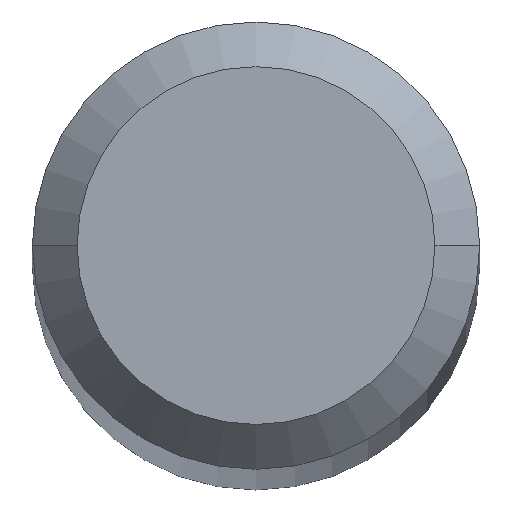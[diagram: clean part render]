
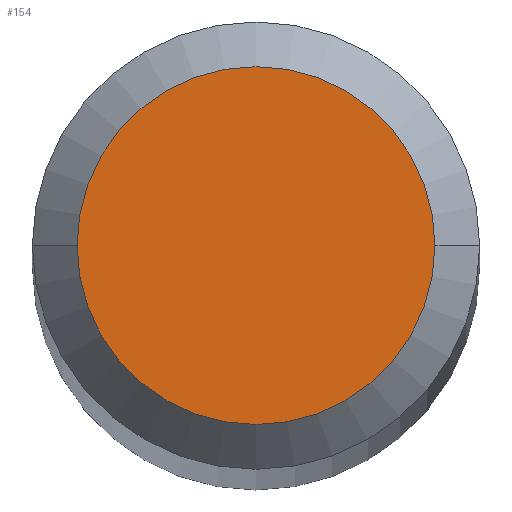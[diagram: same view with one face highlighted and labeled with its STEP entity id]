
A CAD part, top view. The second image highlights one B-rep face of the part: STEP entity #154.
In plain terms, the highlighted planar face has unit normal (0, 0, 1).
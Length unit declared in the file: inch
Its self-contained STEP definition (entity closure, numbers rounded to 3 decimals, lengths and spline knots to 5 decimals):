
#8 = ORIENTED_EDGE ( 'NONE', *, *, #218, .T. ) ;
#14 = CARTESIAN_POINT ( 'NONE',  ( 0., 0., 2.5 ) ) ;
#17 = PLANE ( 'NONE',  #47 ) ;
#24 = CIRCLE ( 'NONE', #51, 0.075 ) ;
#32 = AXIS2_PLACEMENT_3D ( 'NONE', #110, #111, #112 ) ;
#47 = AXIS2_PLACEMENT_3D ( 'NONE', #14, #278, #199 ) ;
#51 = AXIS2_PLACEMENT_3D ( 'NONE', #260, #261, #262 ) ;
#87 = CARTESIAN_POINT ( 'NONE',  ( -0.075, 0., 2.5 ) ) ;
#96 = ORIENTED_EDGE ( 'NONE', *, *, #208, .T. ) ;
#110 = CARTESIAN_POINT ( 'NONE',  ( 0., 0., 2.5 ) ) ;
#111 = DIRECTION ( 'NONE',  ( 0., 0., 1. ) ) ;
#112 = DIRECTION ( 'NONE',  ( 1., 0., 0. ) ) ;
#126 = CARTESIAN_POINT ( 'NONE',  ( 0.075, 0., 2.5 ) ) ;
#137 = VERTEX_POINT ( 'NONE', #126 ) ;
#154 = ADVANCED_FACE ( 'NONE', ( #222 ), #17, .T. ) ;
#198 = VERTEX_POINT ( 'NONE', #87 ) ;
#199 = DIRECTION ( 'NONE',  ( 1., 0., 0. ) ) ;
#208 = EDGE_CURVE ( 'NONE', #137, #198, #24, .T. ) ;
#218 = EDGE_CURVE ( 'NONE', #198, #137, #225, .T. ) ;
#222 = FACE_OUTER_BOUND ( 'NONE', #248, .T. ) ;
#225 = CIRCLE ( 'NONE', #32, 0.075 ) ;
#248 = EDGE_LOOP ( 'NONE', ( #8, #96 ) ) ;
#260 = CARTESIAN_POINT ( 'NONE',  ( 0., 0., 2.5 ) ) ;
#261 = DIRECTION ( 'NONE',  ( 0., 0., 1. ) ) ;
#262 = DIRECTION ( 'NONE',  ( 1., 0., 0. ) ) ;
#278 = DIRECTION ( 'NONE',  ( 0., 0., 1. ) ) ;
